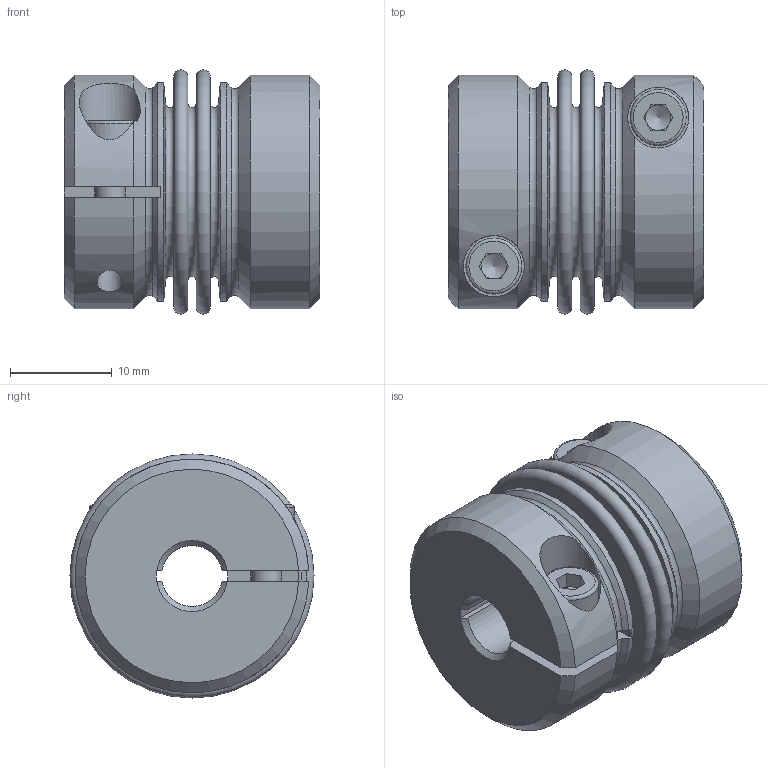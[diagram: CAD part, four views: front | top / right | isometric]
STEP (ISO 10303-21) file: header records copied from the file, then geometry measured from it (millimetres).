
FILE_DESCRIPTION( ( 'Unknown' ), '1' );
FILE_NAME( 'KG 5 - 2W.stp', 'Unknown', ( 'Unknown' ), ( 'Unknown' ), 'PSStep 10.1', 'Unknown', ' ' );
FILE_SCHEMA( ( 'AUTOMOTIVE_DESIGN { 1 0 10303 214 1 1 1 1 }' ) );
Length unit declared in the file: millimetre
Products named in the file (1): KT102463
Bounding box: 25.16 x 24 x 24 mm (x, y, z)
Volume: 7055 mm3; surface area: 6664.3 mm2
Topology: 1 solids, 1 shells, 110 faces, 267 edges, 171 vertices
Faces by surface type: plane 56, cone 20, cylinder 20, torus 14
Full cylindrical faces by diameter (mm): 2.5 x2, 3 x2, 3.4 x2, 5.5 x2, 6 x2, 20.9 x2, 21.5 x2
Entity records: 4080 total; most frequent: CARTESIAN_POINT 779, DIRECTION 514, ORIENTED_EDGE 440, EDGE_CURVE 220, AXIS2_PLACEMENT_3D 209, EDGE_LOOP 160, VERTEX_POINT 158, FACE_OUTER_BOUND 136
